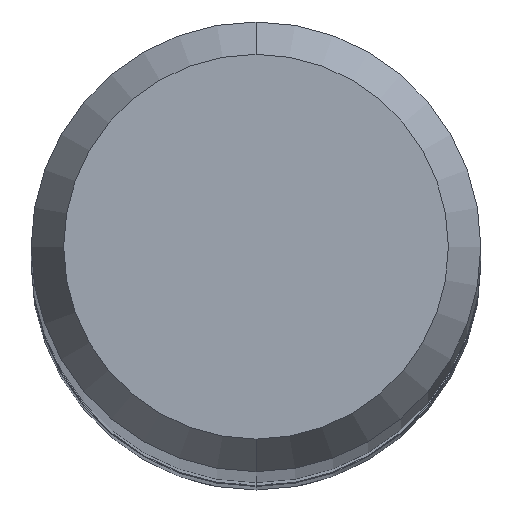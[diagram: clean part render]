
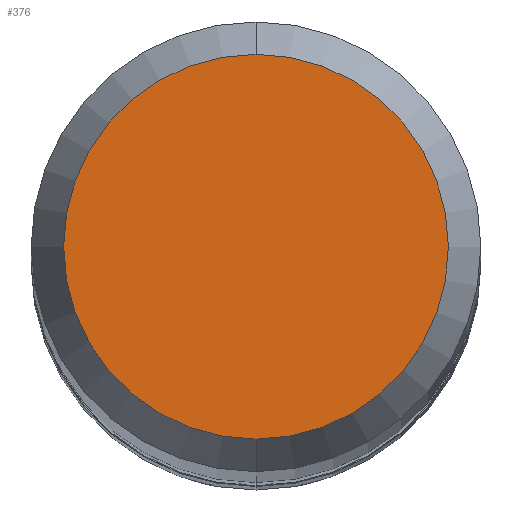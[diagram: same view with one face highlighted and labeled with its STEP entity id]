
A CAD part, top view. The second image highlights one B-rep face of the part: STEP entity #376.
In plain terms, the highlighted planar face has unit normal (0, 0, 1).
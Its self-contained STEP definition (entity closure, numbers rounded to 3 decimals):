
#198=EDGE_CURVE('',#254,#208,#517,.T.);
#208=VERTEX_POINT('',#528);
#254=VERTEX_POINT('',#578);
#376=ADVANCED_FACE('',(#715),#716,.T.);
#462=EDGE_CURVE('',#208,#254,#812,.T.);
#517=CIRCLE('',#875,1.358);
#528=CARTESIAN_POINT('',(0.,-1.358,0.0));
#578=CARTESIAN_POINT('',(0.0,1.358,0.0));
#715=FACE_OUTER_BOUND('',#1303,.T.);
#716=PLANE('',#1304);
#812=CIRCLE('',#1465,1.358);
#875=AXIS2_PLACEMENT_3D('',#1505,#1506,#1507);
#1303=EDGE_LOOP('',(#1736,#1737));
#1304=AXIS2_PLACEMENT_3D('',#1738,#1739,#1740);
#1465=AXIS2_PLACEMENT_3D('',#1844,#1845,#1846);
#1505=CARTESIAN_POINT('',(0.0,0.0,0.0));
#1506=DIRECTION('',(0.0,0.0,-1.0));
#1507=DIRECTION('',(0.0,1.0,0.0));
#1736=ORIENTED_EDGE('',*,*,#198,.F.);
#1737=ORIENTED_EDGE('',*,*,#462,.F.);
#1738=CARTESIAN_POINT('',(0.0,0.679,0.0));
#1739=DIRECTION('',(-0.0,0.0,1.0));
#1740=DIRECTION('',(0.0,-1.0,0.0));
#1844=CARTESIAN_POINT('',(0.0,0.0,0.0));
#1845=DIRECTION('',(0.0,0.0,-1.0));
#1846=DIRECTION('',(0.0,1.0,0.0));
